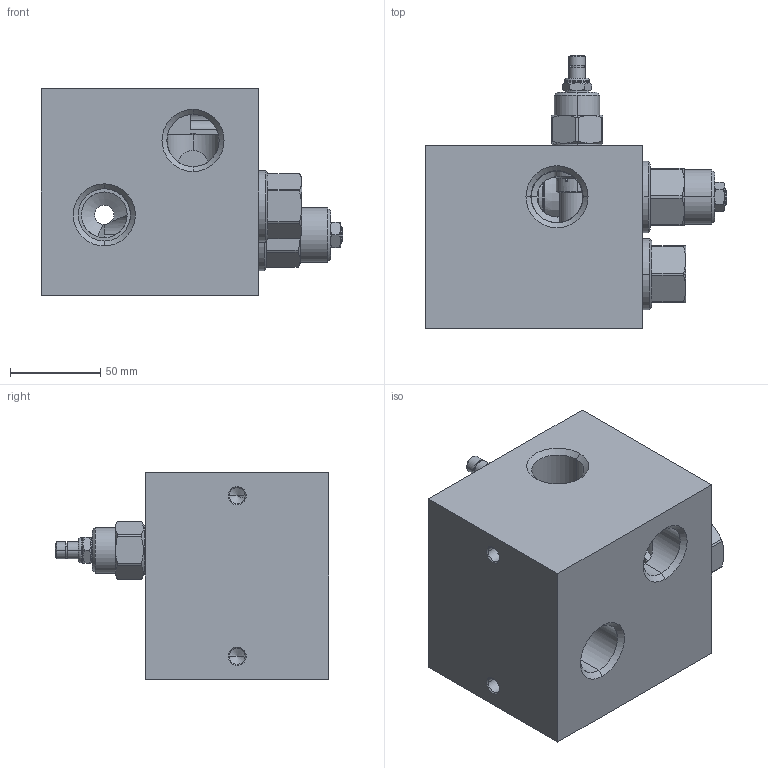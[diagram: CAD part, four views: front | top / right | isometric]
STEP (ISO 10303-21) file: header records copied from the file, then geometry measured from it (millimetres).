
FILE_DESCRIPTION((''),'2;1');
FILE_NAME('YRGJLANAE_ASM','2023-07-10T',('ProEService'),(''),'PRO/ENGINEER BY PARAMETRIC TECHNOLOGY CORPORATION, 2014200','PRO/ENGINEER BY PARAMETRIC TECHNOLOGY CORPORATION, 2014200','');
FILE_SCHEMA(('CONFIG_CONTROL_DESIGN'));
Length unit declared in the file: inch
Products named in the file (5): 150-948-001; RPGCLAN; CBGALIN; CXHAXCN; YRGJLANAE_ASM
Assembly tree (4 placements, depth 2):
  YRGJLANAE_ASM
    150-948-001
    RPGCLAN
    CBGALIN
    CXHAXCN
Bounding box: 167.11 x 151.61 x 114.3 mm (x, y, z)
Volume: 1293871.3 mm3; surface area: 162808.9 mm2
Topology: 10 solids, 12 shells, 774 faces, 2103 edges, 1535 vertices
Faces by surface type: cylinder 297, cone 179, plane 170, torus 102, revolution 26
Entity records: 29020 total; most frequent: CARTESIAN_POINT 9544, DIRECTION 4266, ORIENTED_EDGE 3510, EDGE_CURVE 1755, AXIS2_PLACEMENT_3D 1661, VERTEX_POINT 1054, VECTOR 918, LINE 918
